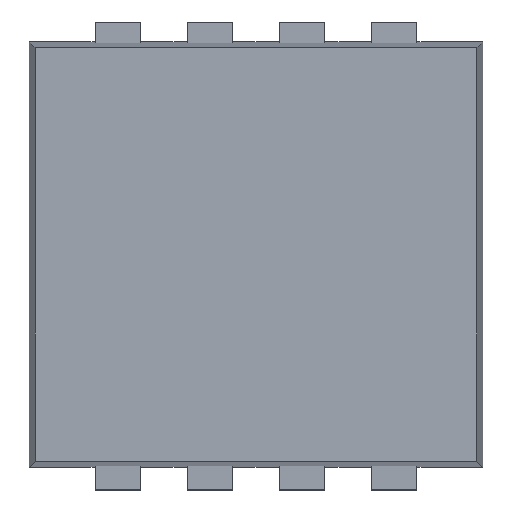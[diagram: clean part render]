
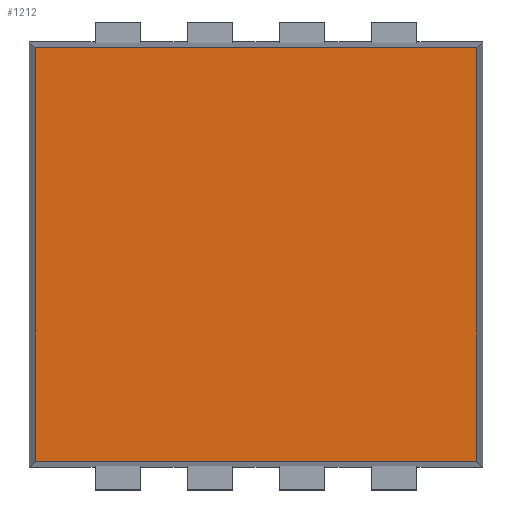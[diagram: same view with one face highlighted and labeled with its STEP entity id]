
A CAD part, top view. The second image highlights one B-rep face of the part: STEP entity #1212.
In plain terms, the highlighted planar face has unit normal (0, 0, 1).
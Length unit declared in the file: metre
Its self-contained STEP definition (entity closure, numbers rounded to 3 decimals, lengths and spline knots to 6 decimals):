
#108=ORIENTED_EDGE('',*,*,#381,.F.);
#109=ORIENTED_EDGE('',*,*,#426,.T.);
#110=ORIENTED_EDGE('',*,*,#403,.T.);
#111=ORIENTED_EDGE('',*,*,#427,.F.);
#381=EDGE_CURVE('',#546,#547,#661,.T.);
#403=EDGE_CURVE('',#569,#568,#683,.F.);
#426=EDGE_CURVE('',#546,#569,#706,.F.);
#427=EDGE_CURVE('',#547,#568,#707,.T.);
#546=VERTEX_POINT('',#2021);
#547=VERTEX_POINT('',#2023);
#568=VERTEX_POINT('',#2066);
#569=VERTEX_POINT('',#2068);
#661=LINE('',#2022,#829);
#683=LINE('',#2067,#851);
#706=LINE('',#2107,#874);
#707=LINE('',#2109,#875);
#829=VECTOR('',#1718,1.);
#851=VECTOR('',#1742,1.);
#874=VECTOR('',#1769,1.);
#875=VECTOR('',#1772,1.);
#980=EDGE_LOOP('',(#108,#109,#110,#111));
#1038=FACE_BOUND('',#980,.T.);
#1096=PLANE('',#1633);
#1212=ADVANCED_FACE('',(#1038),#1096,.T.);
#1633=AXIS2_PLACEMENT_3D('',#2110,#1773,#1774);
#1718=DIRECTION('',(1.,0.,0.));
#1742=DIRECTION('',(-1.,0.,0.));
#1769=DIRECTION('',(0.,1.,0.));
#1772=DIRECTION('',(0.,-1.,0.));
#1773=DIRECTION('',(0.,0.,1.));
#1774=DIRECTION('',(1.,0.,0.));
#2021=CARTESIAN_POINT('',(-0.001558,0.001458,0.0008));
#2022=CARTESIAN_POINT('',(0.,0.001458,0.0008));
#2023=CARTESIAN_POINT('',(0.001558,0.001458,0.0008));
#2066=CARTESIAN_POINT('',(0.001558,-0.001458,0.0008));
#2067=CARTESIAN_POINT('',(0.,-0.001458,0.0008));
#2068=CARTESIAN_POINT('',(-0.001558,-0.001458,0.0008));
#2107=CARTESIAN_POINT('',(-0.001558,0.0015,0.0008));
#2109=CARTESIAN_POINT('',(0.001558,0.0015,0.0008));
#2110=CARTESIAN_POINT('',(0.,0.,0.0008));
